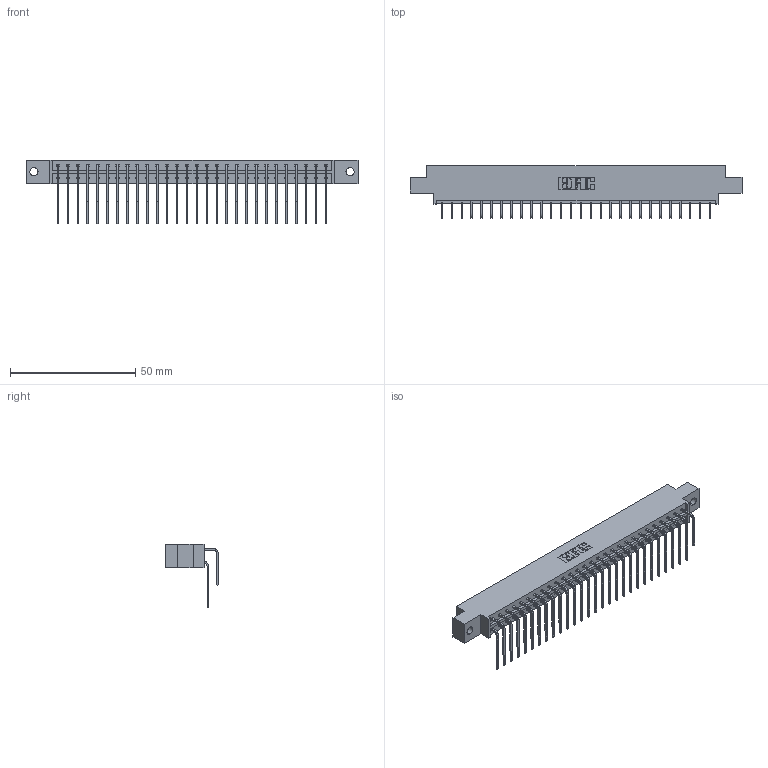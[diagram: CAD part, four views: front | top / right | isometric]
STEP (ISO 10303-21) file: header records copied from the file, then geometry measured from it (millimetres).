
FILE_DESCRIPTION (( 'STEP AP203' ), '1' );
FILE_NAME ('833-056-559-802.STEP', '2020-06-04T23:35:44', ( '' ), ( '' ), 'SwSTEP 2.0', 'SolidWorks 2020', '' );
FILE_SCHEMA (( 'CONFIG_CONTROL_DESIGN' ));
Length unit declared in the file: inch
Products named in the file (4): 833 Part_Offset - .128 Dia; 345-292-001_558 559 Tail - 1; 345-292-001_559 Tail - 2; 833-056-559-802
Assembly tree (57 placements, depth 2):
  833-056-559-802
    833 Part_Offset - .128 Dia
    345-292-001_558 559 Tail - 1  x28
    345-292-001_559 Tail - 2  x28
Bounding box: 132.49 x 20.9 x 25.53 mm (x, y, z)
Volume: 13453.8 mm3; surface area: 17311.9 mm2
Topology: 57 solids, 57 shells, 3142 faces, 9339 edges, 6150 vertices
Faces by surface type: plane 2202, cylinder 940
Entity records: 21743 total; most frequent: CARTESIAN_POINT 3673, ORIENTED_EDGE 3558, DIRECTION 3143, EDGE_CURVE 1779, VECTOR 1611, LINE 1611, VERTEX_POINT 1182, AXIS2_PLACEMENT_3D 766
